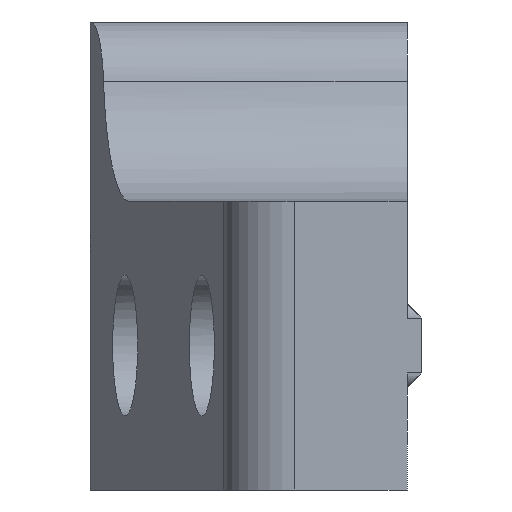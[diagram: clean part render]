
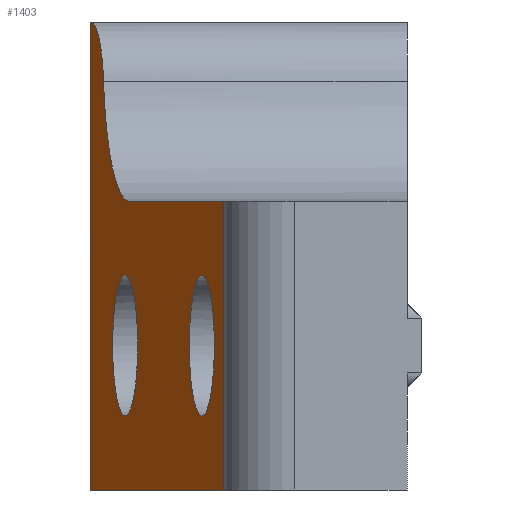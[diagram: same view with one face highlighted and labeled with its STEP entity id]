
A CAD part, left-side view. The second image highlights one B-rep face of the part: STEP entity #1403.
In plain terms, the highlighted planar face has unit normal (-0.174, 0.985, 0).
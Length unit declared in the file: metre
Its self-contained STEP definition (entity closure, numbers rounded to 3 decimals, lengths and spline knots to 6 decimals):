
#91=ELLIPSE('',#1579,0.004951,0.004875);
#92=ELLIPSE('',#1580,0.004951,0.004875);
#93=ELLIPSE('',#1581,0.010155,0.01);
#94=ELLIPSE('',#1582,0.005078,0.005);
#355=ORIENTED_EDGE('',*,*,#714,.F.);
#356=ORIENTED_EDGE('',*,*,#715,.F.);
#357=ORIENTED_EDGE('',*,*,#716,.F.);
#358=ORIENTED_EDGE('',*,*,#717,.T.);
#359=ORIENTED_EDGE('',*,*,#686,.F.);
#360=ORIENTED_EDGE('',*,*,#712,.T.);
#361=ORIENTED_EDGE('',*,*,#718,.T.);
#362=ORIENTED_EDGE('',*,*,#719,.T.);
#363=ORIENTED_EDGE('',*,*,#720,.T.);
#686=EDGE_CURVE('',#850,#851,#958,.T.);
#712=EDGE_CURVE('',#850,#871,#969,.T.);
#714=EDGE_CURVE('',#873,#873,#91,.F.);
#715=EDGE_CURVE('',#874,#874,#92,.F.);
#716=EDGE_CURVE('',#875,#876,#93,.F.);
#717=EDGE_CURVE('',#875,#851,#94,.F.);
#718=EDGE_CURVE('',#871,#877,#971,.T.);
#719=EDGE_CURVE('',#877,#878,#972,.F.);
#720=EDGE_CURVE('',#878,#876,#973,.T.);
#850=VERTEX_POINT('',#2362);
#851=VERTEX_POINT('',#2364);
#871=VERTEX_POINT('',#2425);
#873=VERTEX_POINT('',#2431);
#874=VERTEX_POINT('',#2433);
#875=VERTEX_POINT('',#2435);
#876=VERTEX_POINT('',#2436);
#877=VERTEX_POINT('',#2439);
#878=VERTEX_POINT('',#2441);
#958=LINE('',#2363,#1044);
#969=LINE('',#2427,#1055);
#971=LINE('',#2438,#1057);
#972=LINE('',#2440,#1058);
#973=LINE('',#2442,#1059);
#1044=VECTOR('',#1885,1.);
#1055=VECTOR('',#1936,1.);
#1057=VECTOR('',#1948,1.);
#1058=VECTOR('',#1949,1.);
#1059=VECTOR('',#1950,1.);
#1115=EDGE_LOOP('',(#355));
#1116=EDGE_LOOP('',(#356));
#1117=EDGE_LOOP('',(#357,#358,#359,#360,#361,#362,#363));
#1247=FACE_BOUND('',#1115,.T.);
#1248=FACE_BOUND('',#1116,.T.);
#1249=FACE_BOUND('',#1117,.T.);
#1361=PLANE('',#1578);
#1403=ADVANCED_FACE('',(#1247,#1248,#1249),#1361,.F.);
#1578=AXIS2_PLACEMENT_3D('',#2429,#1938,#1939);
#1579=AXIS2_PLACEMENT_3D('',#2430,#1940,#1941);
#1580=AXIS2_PLACEMENT_3D('',#2432,#1942,#1943);
#1581=AXIS2_PLACEMENT_3D('',#2434,#1944,#1945);
#1582=AXIS2_PLACEMENT_3D('',#2437,#1946,#1947);
#1885=DIRECTION('',(-0.985,-0.174,0.));
#1936=DIRECTION('',(0.,0.,-1.));
#1938=DIRECTION('',(0.174,-0.985,0.));
#1939=DIRECTION('',(0.985,0.174,0.));
#1940=DIRECTION('',(0.174,-0.985,0.));
#1941=DIRECTION('',(0.985,0.174,0.));
#1942=DIRECTION('',(0.174,-0.985,0.));
#1943=DIRECTION('',(0.985,0.174,0.));
#1944=DIRECTION('',(0.174,-0.985,0.));
#1945=DIRECTION('',(-0.985,-0.174,0.));
#1946=DIRECTION('',(0.174,-0.985,0.));
#1947=DIRECTION('',(-0.985,-0.174,0.));
#1948=DIRECTION('',(-0.985,-0.174,0.));
#1949=DIRECTION('',(0.,0.,-1.));
#1950=DIRECTION('',(0.985,0.174,0.));
#2362=CARTESIAN_POINT('',(-0.013924,0.008925,0.0324));
#2363=CARTESIAN_POINT('',(-0.041962,0.003963,0.0324));
#2364=CARTESIAN_POINT('',(-0.014151,0.008885,0.0324));
#2425=CARTESIAN_POINT('',(-0.013924,0.008925,0.));
#2427=CARTESIAN_POINT('',(-0.013924,0.008925,0.0324));
#2429=CARTESIAN_POINT('',(-0.041962,0.003963,0.0324));
#2430=CARTESIAN_POINT('',(-0.0575,0.001212,0.01));
#2431=CARTESIAN_POINT('',(-0.052625,0.002075,0.01));
#2432=CARTESIAN_POINT('',(-0.0275,0.006522,0.01));
#2433=CARTESIAN_POINT('',(-0.022625,0.007385,0.01));
#2434=CARTESIAN_POINT('',(-0.028924,0.00627,0.03));
#2435=CARTESIAN_POINT('',(-0.019075,0.008013,0.028267));
#2436=CARTESIAN_POINT('',(-0.028924,0.00627,0.02));
#2437=CARTESIAN_POINT('',(-0.014151,0.008885,0.0274));
#2438=CARTESIAN_POINT('',(-0.041962,0.003963,0.));
#2439=CARTESIAN_POINT('',(-0.065871,-0.000269,0.));
#2440=CARTESIAN_POINT('',(-0.065871,-0.000269,0.02));
#2441=CARTESIAN_POINT('',(-0.065871,-0.000269,0.02));
#2442=CARTESIAN_POINT('',(-0.048382,0.002826,0.02));
